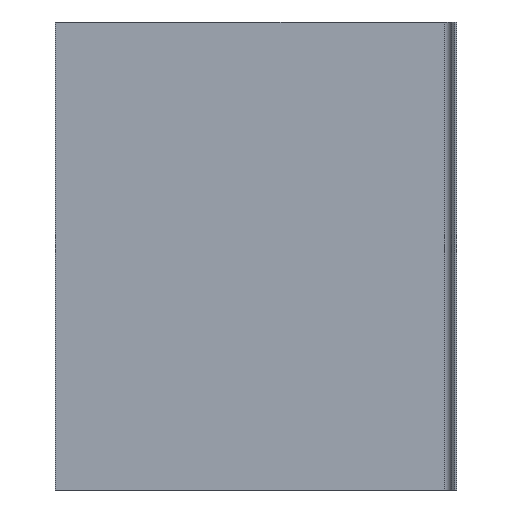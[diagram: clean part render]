
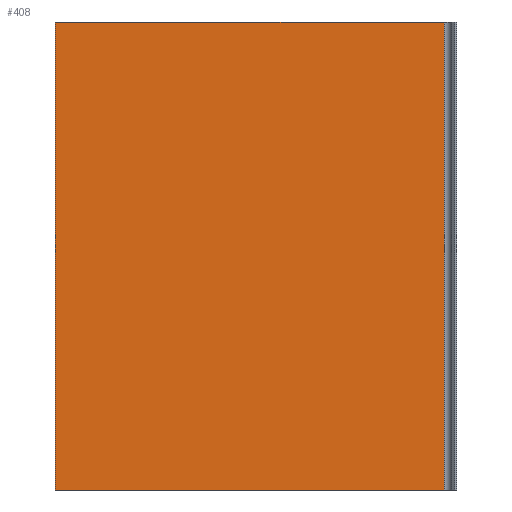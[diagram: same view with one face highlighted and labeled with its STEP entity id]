
A CAD part, left-side view. The second image highlights one B-rep face of the part: STEP entity #408.
In plain terms, the highlighted planar face has unit normal (-1, 0, 0).
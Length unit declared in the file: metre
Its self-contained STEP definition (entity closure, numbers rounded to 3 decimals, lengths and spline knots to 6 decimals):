
#19=PLANE('',#458);
#34=LINE('',#639,#72);
#44=LINE('',#665,#82);
#50=LINE('',#677,#88);
#58=LINE('',#692,#96);
#72=VECTOR('',#513,1.);
#82=VECTOR('',#533,1.);
#88=VECTOR('',#543,1.);
#96=VECTOR('',#561,1.);
#173=ORIENTED_EDGE('',*,*,#254,.T.);
#174=ORIENTED_EDGE('',*,*,#235,.T.);
#175=ORIENTED_EDGE('',*,*,#248,.F.);
#176=ORIENTED_EDGE('',*,*,#262,.F.);
#235=EDGE_CURVE('',#290,#289,#34,.F.);
#248=EDGE_CURVE('',#300,#289,#44,.T.);
#254=EDGE_CURVE('',#305,#290,#50,.T.);
#262=EDGE_CURVE('',#305,#300,#58,.T.);
#289=VERTEX_POINT('',#638);
#290=VERTEX_POINT('',#640);
#300=VERTEX_POINT('',#664);
#305=VERTEX_POINT('',#678);
#349=EDGE_LOOP('',(#173,#174,#175,#176));
#375=FACE_BOUND('',#349,.T.);
#408=ADVANCED_FACE('',(#375),#19,.F.);
#458=AXIS2_PLACEMENT_3D('',#691,#559,#560);
#513=DIRECTION('',(0.,0.,-1.));
#533=DIRECTION('',(0.,-1.,0.));
#543=DIRECTION('',(0.,-1.,0.));
#559=DIRECTION('',(1.,0.,0.));
#560=DIRECTION('',(0.,0.,-1.));
#561=DIRECTION('',(0.,0.,1.));
#638=CARTESIAN_POINT('',(-0.0402,0.002,0.0385));
#639=CARTESIAN_POINT('',(-0.0402,0.002,0.));
#640=CARTESIAN_POINT('',(-0.0402,0.002,-0.0385));
#664=CARTESIAN_POINT('',(-0.0402,0.066,0.0385));
#665=CARTESIAN_POINT('',(-0.0402,0.066,0.0385));
#677=CARTESIAN_POINT('',(-0.0402,0.066,-0.0385));
#678=CARTESIAN_POINT('',(-0.0402,0.066,-0.0385));
#691=CARTESIAN_POINT('',(-0.0402,0.066,0.));
#692=CARTESIAN_POINT('',(-0.0402,0.066,0.));
